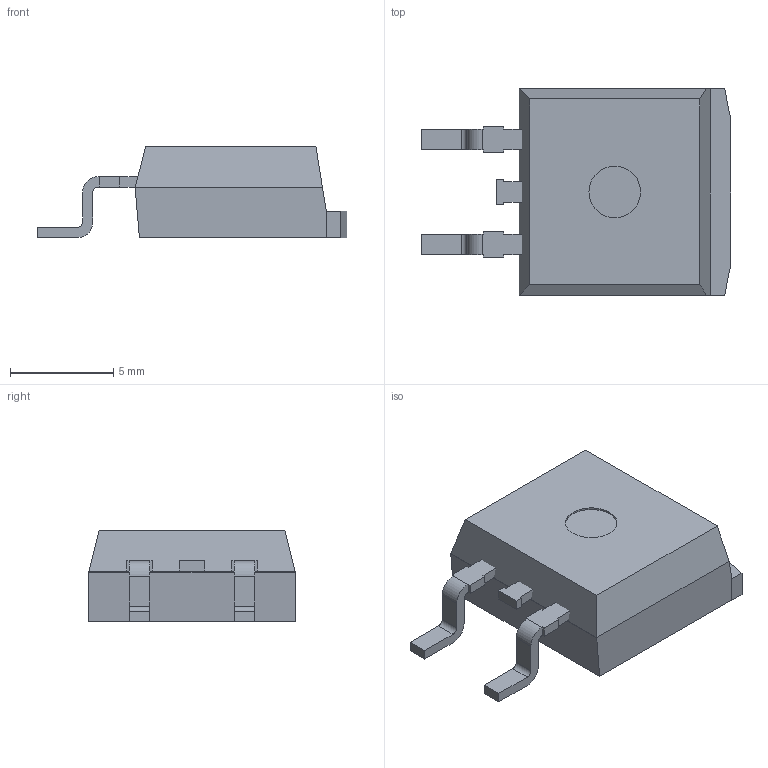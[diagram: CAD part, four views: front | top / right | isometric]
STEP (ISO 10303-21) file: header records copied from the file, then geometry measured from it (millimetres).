
FILE_DESCRIPTION(/* description */ ('model of TO-263-2'),/* implementation_level */ '2;1');
FILE_NAME(/* name */ 'TO-263-2.step',/* time_stamp */ '2023-01-24T23:51:30',/* author */ ('Ray Benitez',''),/* organization */ ('OCCT'),/* preprocessor_version */ '',/* originating_system */ 'KiCAD',/* authorisation */ '');
FILE_SCHEMA(('AUTOMOTIVE_DESIGN { 1 0 10303 214 1 1 1 1 }'));
Length unit declared in the file: millimetre
Products named in the file (8): CQ assembly; a3dd6ad6-9c39-11ed-93f0-dde97e994e83; a3dd6ad7-9c39-11ed-93f0-dde97e994e83; a3dd6ad7-9c39-11ed-93f0-dde97e994e83_part; a3dd6ad8-9c39-11ed-93f0-dde97e994e83; a3dd6ad8-9c39-11ed-93f0-dde97e994e83_part; a3dd6ad9-9c39-11ed-93f0-dde97e994e83; a3dd6ad9-9c39-11ed-93f0-dde97e994e83_part
Assembly tree (7 placements, depth 4):
  CQ assembly
    a3dd6ad6-9c39-11ed-93f0-dde97e994e83
      a3dd6ad7-9c39-11ed-93f0-dde97e994e83
        a3dd6ad7-9c39-11ed-93f0-dde97e994e83_part
      a3dd6ad8-9c39-11ed-93f0-dde97e994e83
        a3dd6ad8-9c39-11ed-93f0-dde97e994e83_part
      a3dd6ad9-9c39-11ed-93f0-dde97e994e83
        a3dd6ad9-9c39-11ed-93f0-dde97e994e83_part
Bounding box: 15 x 10 x 4.42 mm (x, y, z)
Volume: 469.4 mm3; surface area: 550.4 mm2
Topology: 5 solids, 5 shells, 79 faces, 202 edges, 134 vertices
Faces by surface type: plane 70, cylinder 9
Full cylindrical faces by diameter (mm): 2.5 x1
Entity records: 2526 total; most frequent: CARTESIAN_POINT 423, ORIENTED_EDGE 404, DIRECTION 394, EDGE_CURVE 202, LINE 184, VECTOR 184, VERTEX_POINT 134, AXIS2_PLACEMENT_3D 105
